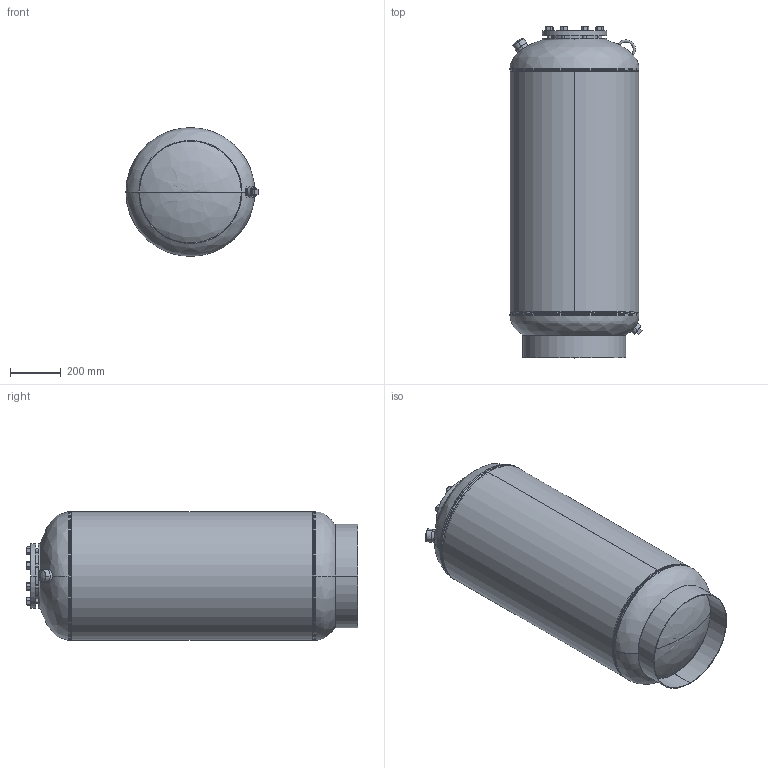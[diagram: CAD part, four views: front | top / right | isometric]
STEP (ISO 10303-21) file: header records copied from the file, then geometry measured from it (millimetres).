
FILE_DESCRIPTION (( 'STEP AP203' ), '1' );
FILE_NAME ('NLAP-220.STEP', '2021-03-15T14:45:46', ( '' ), ( '' ), 'SwSTEP 2.0', 'SolidWorks 2021', '' );
FILE_SCHEMA (( 'CONFIG_CONTROL_DESIGN' ));
Length unit declared in the file: inch
Products named in the file (19): 9200120; 9800620_HHNUT 0.6250-11-D-N; 9500000; 9800477; 99B1099; 9801512; 9800532; 9400540; 9800448; 99Q0180; 9800460_03-34; 9400056; 9800177; 9800512; 9400044; 9500050; NLAP-220; PLUGS_9500150
Assembly tree (32 placements, depth 2):
  NLAP-220
    99B1099
    9200120
    9200120
    9500000
    9500050
    9800460_03-34
    PLUGS_9500150
    9800512
    9801512
    9400056
    9400044
    9800177
    9800532  x8
    9800620_HHNUT 0.6250-11-D-N  x8
    9800448
    9800477
    9400540
    99Q0180
Bounding box: 520.53 x 1308.11 x 508 mm (x, y, z)
Volume: 9880285.8 mm3; surface area: 6547318.8 mm2
Topology: 33 solids, 33 shells, 731 faces, 1789 edges, 1097 vertices
Faces by surface type: cylinder 343, cone 190, plane 138, torus 36, bspline 12, sphere 12
Entity records: 32321 total; most frequent: CARTESIAN_POINT 17739, ORIENTED_EDGE 2614, DIRECTION 2350, EDGE_CURVE 1307, AXIS2_PLACEMENT_3D 980, VERTEX_POINT 831, EDGE_LOOP 684, FACE_OUTER_BOUND 507
